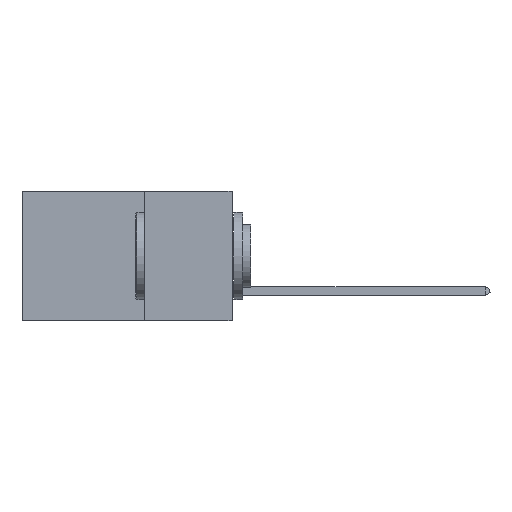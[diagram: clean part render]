
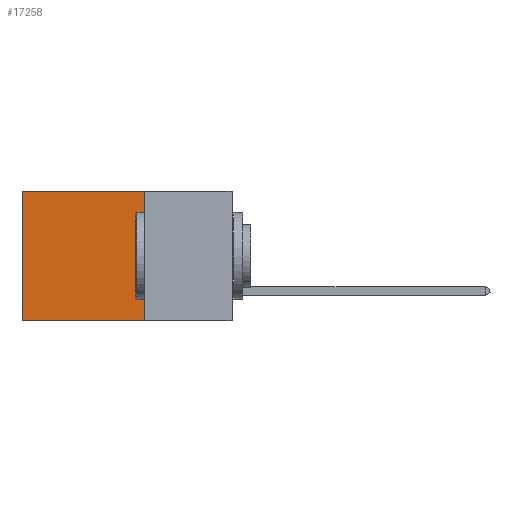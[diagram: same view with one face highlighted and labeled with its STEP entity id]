
A CAD part, left-side view. The second image highlights one B-rep face of the part: STEP entity #17258.
In plain terms, the highlighted planar face has unit normal (-1, 0, 0).
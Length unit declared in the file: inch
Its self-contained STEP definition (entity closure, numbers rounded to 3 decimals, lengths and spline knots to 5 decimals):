
#956 = ORIENTED_EDGE ( 'NONE', *, *, #4992, .T. ) ;
#1225 = LINE ( 'NONE', #37488, #11816 ) ;
#1428 = CARTESIAN_POINT ( 'NONE',  ( 0.2875, 0.25, 0. ) ) ;
#2003 = CARTESIAN_POINT ( 'NONE',  ( 0.2875, 0.6, 0. ) ) ;
#2473 = AXIS2_PLACEMENT_3D ( 'NONE', #3480, #43705, #23517 ) ;
#3480 = CARTESIAN_POINT ( 'NONE',  ( 0.2875, 0.25, 0. ) ) ;
#3731 = DIRECTION ( 'NONE',  ( 0., 1., 0. ) ) ;
#3828 = VERTEX_POINT ( 'NONE', #36599 ) ;
#4390 = EDGE_CURVE ( 'NONE', #32462, #26932, #36198, .T. ) ;
#4992 = EDGE_CURVE ( 'NONE', #32462, #3828, #1225, .T. ) ;
#6274 = ORIENTED_EDGE ( 'NONE', *, *, #18765, .T. ) ;
#9792 = CARTESIAN_POINT ( 'NONE',  ( 0.2875, 0.25, -0.37 ) ) ;
#9824 = PLANE ( 'NONE',  #2473 ) ;
#11816 = VECTOR ( 'NONE', #3731, 39.37008 ) ;
#13852 = CARTESIAN_POINT ( 'NONE',  ( 0.2875, 0.6, -0.37 ) ) ;
#15393 = VECTOR ( 'NONE', #41788, 39.37008 ) ;
#15506 = DIRECTION ( 'NONE',  ( 0., 0., -1. ) ) ;
#15702 = VERTEX_POINT ( 'NONE', #13852 ) ;
#17258 = ADVANCED_FACE ( 'NONE', ( #23525 ), #9824, .F. ) ;
#17873 = EDGE_LOOP ( 'NONE', ( #6274, #24858, #42068, #956 ) ) ;
#18765 = EDGE_CURVE ( 'NONE', #3828, #15702, #40296, .T. ) ;
#23517 = DIRECTION ( 'NONE',  ( 0., 0., -1. ) ) ;
#23525 = FACE_OUTER_BOUND ( 'NONE', #17873, .T. ) ;
#24065 = VECTOR ( 'NONE', #28718, 39.37008 ) ;
#24858 = ORIENTED_EDGE ( 'NONE', *, *, #41730, .F. ) ;
#26932 = VERTEX_POINT ( 'NONE', #9792 ) ;
#28718 = DIRECTION ( 'NONE',  ( 0., 0., -1. ) ) ;
#32462 = VERTEX_POINT ( 'NONE', #42294 ) ;
#35547 = VECTOR ( 'NONE', #15506, 39.37008 ) ;
#36198 = LINE ( 'NONE', #1428, #24065 ) ;
#36599 = CARTESIAN_POINT ( 'NONE',  ( 0.2875, 0.6, 0. ) ) ;
#37488 = CARTESIAN_POINT ( 'NONE',  ( 0.2875, 0.25, 0. ) ) ;
#37594 = LINE ( 'NONE', #39122, #15393 ) ;
#39122 = CARTESIAN_POINT ( 'NONE',  ( 0.2875, 0.25, -0.37 ) ) ;
#40296 = LINE ( 'NONE', #2003, #35547 ) ;
#41730 = EDGE_CURVE ( 'NONE', #26932, #15702, #37594, .T. ) ;
#41788 = DIRECTION ( 'NONE',  ( 0., 1., 0. ) ) ;
#42068 = ORIENTED_EDGE ( 'NONE', *, *, #4390, .F. ) ;
#42294 = CARTESIAN_POINT ( 'NONE',  ( 0.2875, 0.25, 0. ) ) ;
#43705 = DIRECTION ( 'NONE',  ( 1., 0., 0. ) ) ;
